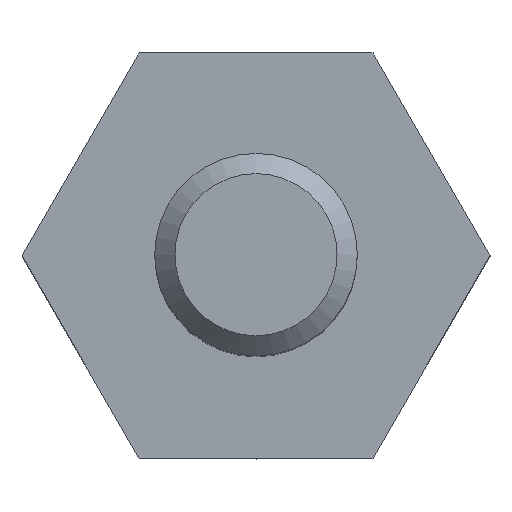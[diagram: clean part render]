
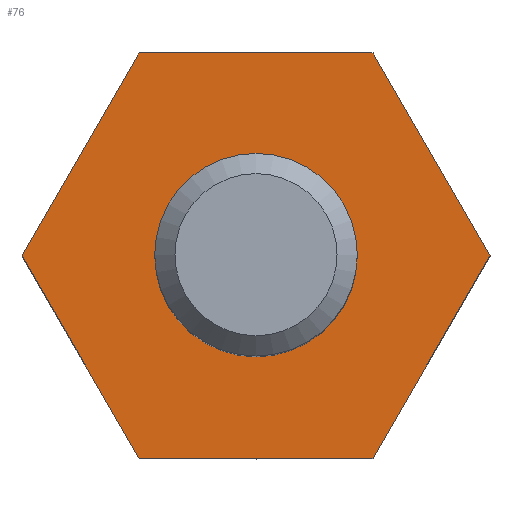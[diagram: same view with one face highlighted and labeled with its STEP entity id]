
A CAD part, top view. The second image highlights one B-rep face of the part: STEP entity #76.
In plain terms, the highlighted planar face has unit normal (0, 0, 1).
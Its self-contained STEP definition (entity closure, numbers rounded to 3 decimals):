
#76 = ADVANCED_FACE( '', ( #163, #164 ), #165, .T. );
#163 = FACE_BOUND( '', #261, .T. );
#164 = FACE_OUTER_BOUND( '', #262, .T. );
#165 = PLANE( '', #263 );
#261 = EDGE_LOOP( '', ( #401 ) );
#262 = EDGE_LOOP( '', ( #402, #403, #404, #405, #406, #407 ) );
#263 = AXIS2_PLACEMENT_3D( '', #408, #409, #410 );
#401 = ORIENTED_EDGE( '', *, *, #528, .T. );
#402 = ORIENTED_EDGE( '', *, *, #511, .T. );
#403 = ORIENTED_EDGE( '', *, *, #542, .T. );
#404 = ORIENTED_EDGE( '', *, *, #520, .T. );
#405 = ORIENTED_EDGE( '', *, *, #531, .T. );
#406 = ORIENTED_EDGE( '', *, *, #502, .T. );
#407 = ORIENTED_EDGE( '', *, *, #543, .T. );
#408 = CARTESIAN_POINT( '', ( 0., 0., 0. ) );
#409 = DIRECTION( '', ( 0., 0., 1. ) );
#410 = DIRECTION( '', ( 1., 0., 0. ) );
#502 = EDGE_CURVE( '', #568, #574, #576, .T. );
#511 = EDGE_CURVE( '', #584, #590, #592, .T. );
#520 = EDGE_CURVE( '', #600, #606, #608, .T. );
#528 = EDGE_CURVE( '', #618, #618, #619, .F. );
#531 = EDGE_CURVE( '', #606, #568, #622, .T. );
#542 = EDGE_CURVE( '', #590, #600, #637, .T. );
#543 = EDGE_CURVE( '', #574, #584, #638, .T. );
#568 = VERTEX_POINT( '', #666 );
#574 = VERTEX_POINT( '', #675 );
#576 = LINE( '', #678, #679 );
#584 = VERTEX_POINT( '', #687 );
#590 = VERTEX_POINT( '', #696 );
#592 = LINE( '', #699, #700 );
#600 = VERTEX_POINT( '', #708 );
#606 = VERTEX_POINT( '', #717 );
#608 = LINE( '', #720, #721 );
#618 = VERTEX_POINT( '', #733 );
#619 = CIRCLE( '', #734, 1.3 );
#622 = LINE( '', #738, #739 );
#637 = LINE( '', #755, #756 );
#638 = LINE( '', #757, #758 );
#666 = CARTESIAN_POINT( '', ( -1.732, 3., 0. ) );
#675 = CARTESIAN_POINT( '', ( -3.464, 0., 0. ) );
#678 = CARTESIAN_POINT( '', ( -1.732, 3., 0. ) );
#679 = VECTOR( '', #790, 1000. );
#687 = CARTESIAN_POINT( '', ( -1.732, -3., 0. ) );
#696 = CARTESIAN_POINT( '', ( 1.732, -3., 0. ) );
#699 = CARTESIAN_POINT( '', ( -1.732, -3., 0. ) );
#700 = VECTOR( '', #801, 1000. );
#708 = CARTESIAN_POINT( '', ( 3.464, 0., 0. ) );
#717 = CARTESIAN_POINT( '', ( 1.732, 3., 0. ) );
#720 = CARTESIAN_POINT( '', ( 3.464, 0., 0. ) );
#721 = VECTOR( '', #812, 1000. );
#733 = CARTESIAN_POINT( '', ( 1.3, 0., 0. ) );
#734 = AXIS2_PLACEMENT_3D( '', #821, #822, #823 );
#738 = CARTESIAN_POINT( '', ( 1.732, 3., 0. ) );
#739 = VECTOR( '', #825, 1000. );
#755 = CARTESIAN_POINT( '', ( 1.732, -3., 0. ) );
#756 = VECTOR( '', #839, 1000. );
#757 = CARTESIAN_POINT( '', ( -3.464, 0., 0. ) );
#758 = VECTOR( '', #840, 1000. );
#790 = DIRECTION( '', ( -0.5, -0.866, 0. ) );
#801 = DIRECTION( '', ( 1., 0., 0. ) );
#812 = DIRECTION( '', ( -0.5, 0.866, 0. ) );
#821 = CARTESIAN_POINT( '', ( 0., 0., 0. ) );
#822 = DIRECTION( '', ( 0., 0., 1. ) );
#823 = DIRECTION( '', ( 1., 0., 0. ) );
#825 = DIRECTION( '', ( -1., 0., 0. ) );
#839 = DIRECTION( '', ( 0.5, 0.866, 0. ) );
#840 = DIRECTION( '', ( 0.5, -0.866, 0. ) );
